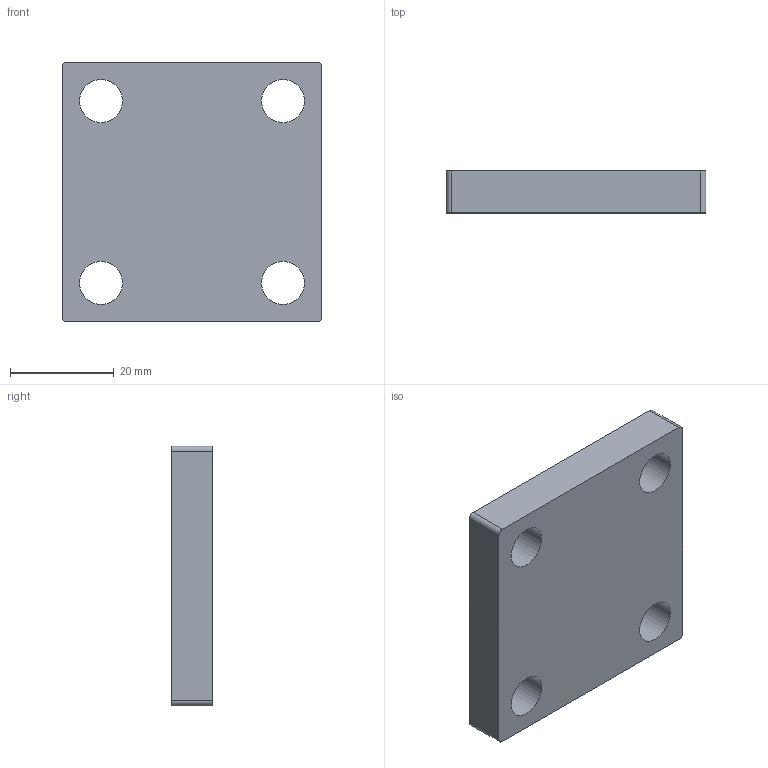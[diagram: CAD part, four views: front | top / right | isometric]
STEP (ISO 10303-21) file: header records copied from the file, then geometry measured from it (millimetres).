
FILE_DESCRIPTION(('Creo Elements/Direct Modeling STEP Export'),'2;1');
FILE_NAME('55.0370_Abschlussplatte-MMS-55_50x50x8.stp','2022-03-21T 8:08:48',(''),(''),'PTC Creo Elements/Direct Modeling STEP processor for AP214 (Solid Model)','PTC Creo Elements/Direct Modeling 19.0C 15-Aug-2015 (C) Parametric Technology GmbH','');
FILE_SCHEMA(('AUTOMOTIVE_DESIGN { 1 0 10303 214 1 1 1 1 }'));
Length unit declared in the file: millimetre
Products named in the file (2): Abschlussplatte-MMS-55_50x50x8_55.0370_PX176320
Assembly tree (1 placements, depth 2):
  Abschlussplatte-MMS-55_50x50x8_55.0370_PX176320
    Abschlussplatte-MMS-55_50x50x8_55.0370_PX176320
Bounding box: 50 x 8 x 50 mm (x, y, z)
Volume: 18261.7 mm3; surface area: 6986.1 mm2
Topology: 1 solids, 1 shells, 18 faces, 48 edges, 32 vertices
Faces by surface type: cylinder 12, plane 6
Entity records: 597 total; most frequent: DIRECTION 96, ORIENTED_EDGE 96, CARTESIAN_POINT 92, EDGE_CURVE 48, AXIS2_PLACEMENT_3D 36, VERTEX_POINT 32, EDGE_LOOP 26, VECTOR 24
